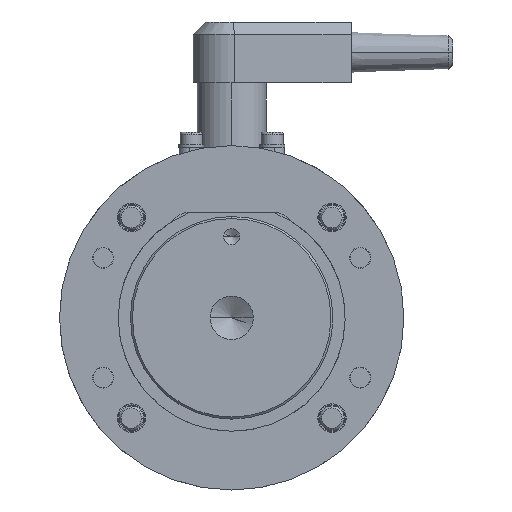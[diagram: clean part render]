
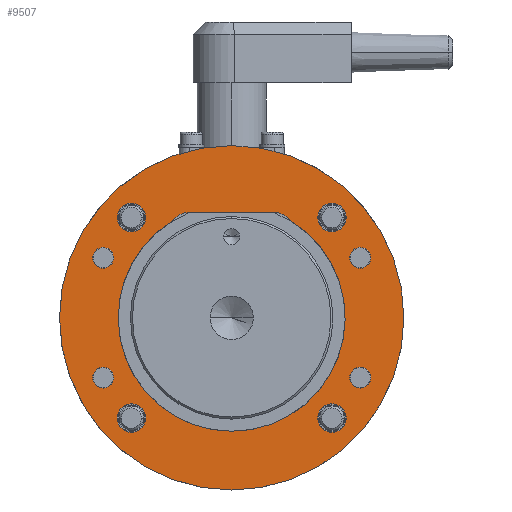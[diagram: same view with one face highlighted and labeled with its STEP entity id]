
A CAD part, left-side view. The second image highlights one B-rep face of the part: STEP entity #9507.
In plain terms, the highlighted face is planar.
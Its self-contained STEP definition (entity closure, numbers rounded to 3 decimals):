
#8761=CARTESIAN_POINT('',(0.0,4.475,47.5));
#8762=VERTEX_POINT('',#8761);
#8778=CARTESIAN_POINT('',(0.,4.475,-37.5));
#8779=VERTEX_POINT('',#8778);
#8786=CARTESIAN_POINT('',(0.0,4.475,5.0));
#8787=DIRECTION('',(0.0,-1.0,0.0));
#8788=DIRECTION('',(0.0,0.0,1.0));
#8789=AXIS2_PLACEMENT_3D('',#8786,#8787,#8788);
#8790=CIRCLE('',#8789,42.5);
#8791=EDGE_CURVE('',#8779,#8762,#8790,.T.);
#8803=CARTESIAN_POINT('',(24.749,4.475,26.249));
#8804=VERTEX_POINT('',#8803);
#8820=CARTESIAN_POINT('',(24.749,4.475,33.249));
#8821=VERTEX_POINT('',#8820);
#8828=CARTESIAN_POINT('',(24.749,4.475,29.749));
#8829=DIRECTION('',(0.0,-1.0,0.0));
#8830=DIRECTION('',(0.0,0.0,-1.0));
#8831=AXIS2_PLACEMENT_3D('',#8828,#8829,#8830);
#8832=CIRCLE('',#8831,3.5);
#8833=EDGE_CURVE('',#8804,#8821,#8832,.T.);
#8845=CARTESIAN_POINT('',(-21.249,4.475,29.749));
#8846=VERTEX_POINT('',#8845);
#8862=CARTESIAN_POINT('',(-28.249,4.475,29.749));
#8863=VERTEX_POINT('',#8862);
#8870=CARTESIAN_POINT('',(-24.749,4.475,29.749));
#8871=DIRECTION('',(0.0,-1.0,0.0));
#8872=DIRECTION('',(1.0,0.0,0.0));
#8873=AXIS2_PLACEMENT_3D('',#8870,#8871,#8872);
#8874=CIRCLE('',#8873,3.5);
#8875=EDGE_CURVE('',#8846,#8863,#8874,.T.);
#8887=CARTESIAN_POINT('',(-24.749,4.475,-16.249));
#8888=VERTEX_POINT('',#8887);
#8904=CARTESIAN_POINT('',(-24.749,4.475,-23.249));
#8905=VERTEX_POINT('',#8904);
#8912=CARTESIAN_POINT('',(-24.749,4.475,-19.749));
#8913=DIRECTION('',(0.0,-1.0,0.0));
#8914=DIRECTION('',(0.0,0.0,1.0));
#8915=AXIS2_PLACEMENT_3D('',#8912,#8913,#8914);
#8916=CIRCLE('',#8915,3.5);
#8917=EDGE_CURVE('',#8888,#8905,#8916,.T.);
#8929=CARTESIAN_POINT('',(21.249,4.475,-19.749));
#8930=VERTEX_POINT('',#8929);
#8946=CARTESIAN_POINT('',(28.249,4.475,-19.749));
#8947=VERTEX_POINT('',#8946);
#8954=CARTESIAN_POINT('',(24.749,4.475,-19.749));
#8955=DIRECTION('',(0.0,-1.0,0.0));
#8956=DIRECTION('',(-1.0,0.0,0.0));
#8957=AXIS2_PLACEMENT_3D('',#8954,#8955,#8956);
#8958=CIRCLE('',#8957,3.5);
#8959=EDGE_CURVE('',#8930,#8947,#8958,.T.);
#8971=CARTESIAN_POINT('',(-31.721,4.475,17.215));
#8972=VERTEX_POINT('',#8971);
#8988=CARTESIAN_POINT('',(-31.721,4.475,22.368));
#8989=VERTEX_POINT('',#8988);
#8996=CARTESIAN_POINT('',(-31.721,4.475,19.792));
#8997=DIRECTION('',(0.0,-1.0,0.0));
#8998=DIRECTION('',(0.0,0.0,-1.0));
#8999=AXIS2_PLACEMENT_3D('',#8996,#8997,#8998);
#9000=CIRCLE('',#8999,2.577);
#9001=EDGE_CURVE('',#8972,#8989,#9000,.T.);
#9013=CARTESIAN_POINT('',(31.719,4.475,17.215));
#9014=VERTEX_POINT('',#9013);
#9030=CARTESIAN_POINT('',(31.719,4.475,22.368));
#9031=VERTEX_POINT('',#9030);
#9038=CARTESIAN_POINT('',(31.719,4.475,19.792));
#9039=DIRECTION('',(0.0,-1.0,0.0));
#9040=DIRECTION('',(0.0,0.0,-1.0));
#9041=AXIS2_PLACEMENT_3D('',#9038,#9039,#9040);
#9042=CIRCLE('',#9041,2.577);
#9043=EDGE_CURVE('',#9014,#9031,#9042,.T.);
#9055=CARTESIAN_POINT('',(-31.721,4.475,-12.365));
#9056=VERTEX_POINT('',#9055);
#9072=CARTESIAN_POINT('',(-31.721,4.475,-7.212));
#9073=VERTEX_POINT('',#9072);
#9080=CARTESIAN_POINT('',(-31.721,4.475,-9.788));
#9081=DIRECTION('',(0.0,-1.0,0.0));
#9082=DIRECTION('',(0.0,0.0,-1.0));
#9083=AXIS2_PLACEMENT_3D('',#9080,#9081,#9082);
#9084=CIRCLE('',#9083,2.577);
#9085=EDGE_CURVE('',#9056,#9073,#9084,.T.);
#9097=CARTESIAN_POINT('',(31.719,4.475,-12.365));
#9098=VERTEX_POINT('',#9097);
#9114=CARTESIAN_POINT('',(31.719,4.475,-7.212));
#9115=VERTEX_POINT('',#9114);
#9122=CARTESIAN_POINT('',(31.719,4.475,-9.788));
#9123=DIRECTION('',(0.0,-1.0,0.0));
#9124=DIRECTION('',(0.0,0.0,-1.0));
#9125=AXIS2_PLACEMENT_3D('',#9122,#9123,#9124);
#9126=CIRCLE('',#9125,2.577);
#9127=EDGE_CURVE('',#9098,#9115,#9126,.T.);
#9138=CARTESIAN_POINT('',(31.719,4.475,-9.788));
#9139=DIRECTION('',(0.0,-1.0,0.0));
#9140=DIRECTION('',(0.0,0.0,-1.0));
#9141=AXIS2_PLACEMENT_3D('',#9138,#9139,#9140);
#9142=CIRCLE('',#9141,2.577);
#9143=EDGE_CURVE('',#9115,#9098,#9142,.T.);
#9162=CARTESIAN_POINT('',(-31.721,4.475,-9.788));
#9163=DIRECTION('',(0.0,-1.0,0.0));
#9164=DIRECTION('',(0.0,0.0,-1.0));
#9165=AXIS2_PLACEMENT_3D('',#9162,#9163,#9164);
#9166=CIRCLE('',#9165,2.577);
#9167=EDGE_CURVE('',#9073,#9056,#9166,.T.);
#9186=CARTESIAN_POINT('',(31.719,4.475,19.792));
#9187=DIRECTION('',(0.0,-1.0,0.0));
#9188=DIRECTION('',(0.0,0.0,-1.0));
#9189=AXIS2_PLACEMENT_3D('',#9186,#9187,#9188);
#9190=CIRCLE('',#9189,2.577);
#9191=EDGE_CURVE('',#9031,#9014,#9190,.T.);
#9210=CARTESIAN_POINT('',(-31.721,4.475,19.792));
#9211=DIRECTION('',(0.0,-1.0,0.0));
#9212=DIRECTION('',(0.0,0.0,-1.0));
#9213=AXIS2_PLACEMENT_3D('',#9210,#9211,#9212);
#9214=CIRCLE('',#9213,2.577);
#9215=EDGE_CURVE('',#8989,#8972,#9214,.T.);
#9233=CARTESIAN_POINT('',(10.5,4.475,31.0));
#9234=VERTEX_POINT('',#9233);
#9235=CARTESIAN_POINT('',(-10.5,4.475,31.0));
#9236=VERTEX_POINT('',#9235);
#9237=CARTESIAN_POINT('',(10.5,4.475,31.0));
#9238=DIRECTION('',(-1.0,0.0,0.0));
#9239=VECTOR('',#9238,21.0);
#9240=LINE('',#9237,#9239);
#9241=EDGE_CURVE('',#9234,#9236,#9240,.T.);
#9273=CARTESIAN_POINT('',(-14.562,4.475,28.915));
#9274=VERTEX_POINT('',#9273);
#9275=CARTESIAN_POINT('',(-10.5,4.475,26.0));
#9276=DIRECTION('',(0.0,-1.0,0.0));
#9277=DIRECTION('',(1.0,0.0,0.0));
#9278=AXIS2_PLACEMENT_3D('',#9275,#9276,#9277);
#9279=CIRCLE('',#9278,5.0);
#9280=EDGE_CURVE('',#9236,#9274,#9279,.T.);
#9306=CARTESIAN_POINT('',(14.562,4.475,28.915));
#9307=VERTEX_POINT('',#9306);
#9308=CARTESIAN_POINT('',(0.0,4.475,5.0));
#9309=DIRECTION('',(0.0,-1.0,0.0));
#9310=DIRECTION('',(1.0,0.0,0.0));
#9311=AXIS2_PLACEMENT_3D('',#9308,#9309,#9310);
#9312=CIRCLE('',#9311,28.0);
#9313=EDGE_CURVE('',#9274,#9307,#9312,.T.);
#9339=CARTESIAN_POINT('',(10.5,4.475,26.0));
#9340=DIRECTION('',(0.0,-1.0,0.0));
#9341=DIRECTION('',(1.0,0.0,0.0));
#9342=AXIS2_PLACEMENT_3D('',#9339,#9340,#9341);
#9343=CIRCLE('',#9342,5.0);
#9344=EDGE_CURVE('',#9307,#9234,#9343,.T.);
#9364=CARTESIAN_POINT('',(24.749,4.475,-19.749));
#9365=DIRECTION('',(0.0,-1.0,0.0));
#9366=DIRECTION('',(-1.0,0.0,0.0));
#9367=AXIS2_PLACEMENT_3D('',#9364,#9365,#9366);
#9368=CIRCLE('',#9367,3.5);
#9369=EDGE_CURVE('',#8947,#8930,#9368,.T.);
#9388=CARTESIAN_POINT('',(-24.749,4.475,-19.749));
#9389=DIRECTION('',(0.0,-1.0,0.0));
#9390=DIRECTION('',(0.0,0.0,1.0));
#9391=AXIS2_PLACEMENT_3D('',#9388,#9389,#9390);
#9392=CIRCLE('',#9391,3.5);
#9393=EDGE_CURVE('',#8905,#8888,#9392,.T.);
#9412=CARTESIAN_POINT('',(-24.749,4.475,29.749));
#9413=DIRECTION('',(0.0,-1.0,0.0));
#9414=DIRECTION('',(1.0,0.0,0.0));
#9415=AXIS2_PLACEMENT_3D('',#9412,#9413,#9414);
#9416=CIRCLE('',#9415,3.5);
#9417=EDGE_CURVE('',#8863,#8846,#9416,.T.);
#9436=CARTESIAN_POINT('',(24.749,4.475,29.749));
#9437=DIRECTION('',(0.0,-1.0,0.0));
#9438=DIRECTION('',(0.0,0.0,-1.0));
#9439=AXIS2_PLACEMENT_3D('',#9436,#9437,#9438);
#9440=CIRCLE('',#9439,3.5);
#9441=EDGE_CURVE('',#8821,#8804,#9440,.T.);
#9454=CARTESIAN_POINT('',(0.0,4.475,38.75));
#9455=DIRECTION('',(0.0,1.0,0.0));
#9456=DIRECTION('',(0.0,0.0,1.0));
#9457=AXIS2_PLACEMENT_3D('',#9454,#9455,#9456);
#9458=PLANE('',#9457);
#9459=CARTESIAN_POINT('',(0.0,4.475,5.0));
#9460=DIRECTION('',(0.0,-1.0,0.0));
#9461=DIRECTION('',(0.0,0.0,1.0));
#9462=AXIS2_PLACEMENT_3D('',#9459,#9460,#9461);
#9463=CIRCLE('',#9462,42.5);
#9464=EDGE_CURVE('',#8762,#8779,#9463,.T.);
#9465=ORIENTED_EDGE('',*,*,#9464,.F.);
#9466=ORIENTED_EDGE('',*,*,#8791,.F.);
#9467=EDGE_LOOP('',(#9465,#9466));
#9468=FACE_OUTER_BOUND('',#9467,.T.);
#9469=ORIENTED_EDGE('',*,*,#9143,.T.);
#9470=ORIENTED_EDGE('',*,*,#9127,.T.);
#9471=EDGE_LOOP('',(#9469,#9470));
#9472=FACE_BOUND('',#9471,.T.);
#9473=ORIENTED_EDGE('',*,*,#9167,.T.);
#9474=ORIENTED_EDGE('',*,*,#9085,.T.);
#9475=EDGE_LOOP('',(#9473,#9474));
#9476=FACE_BOUND('',#9475,.T.);
#9477=ORIENTED_EDGE('',*,*,#9191,.T.);
#9478=ORIENTED_EDGE('',*,*,#9043,.T.);
#9479=EDGE_LOOP('',(#9477,#9478));
#9480=FACE_BOUND('',#9479,.T.);
#9481=ORIENTED_EDGE('',*,*,#9215,.T.);
#9482=ORIENTED_EDGE('',*,*,#9001,.T.);
#9483=EDGE_LOOP('',(#9481,#9482));
#9484=FACE_BOUND('',#9483,.T.);
#9485=ORIENTED_EDGE('',*,*,#9313,.T.);
#9486=ORIENTED_EDGE('',*,*,#9344,.T.);
#9487=ORIENTED_EDGE('',*,*,#9241,.T.);
#9488=ORIENTED_EDGE('',*,*,#9280,.T.);
#9489=EDGE_LOOP('',(#9485,#9486,#9487,#9488));
#9490=FACE_BOUND('',#9489,.T.);
#9491=ORIENTED_EDGE('',*,*,#9369,.T.);
#9492=ORIENTED_EDGE('',*,*,#8959,.T.);
#9493=EDGE_LOOP('',(#9491,#9492));
#9494=FACE_BOUND('',#9493,.T.);
#9495=ORIENTED_EDGE('',*,*,#9393,.T.);
#9496=ORIENTED_EDGE('',*,*,#8917,.T.);
#9497=EDGE_LOOP('',(#9495,#9496));
#9498=FACE_BOUND('',#9497,.T.);
#9499=ORIENTED_EDGE('',*,*,#9417,.T.);
#9500=ORIENTED_EDGE('',*,*,#8875,.T.);
#9501=EDGE_LOOP('',(#9499,#9500));
#9502=FACE_BOUND('',#9501,.T.);
#9503=ORIENTED_EDGE('',*,*,#9441,.T.);
#9504=ORIENTED_EDGE('',*,*,#8833,.T.);
#9505=EDGE_LOOP('',(#9503,#9504));
#9506=FACE_BOUND('',#9505,.T.);
#9507=ADVANCED_FACE('',(#9468,#9472,#9476,#9480,#9484,#9490,#9494,#9498,#9502,#9506),#9458,.T.);
